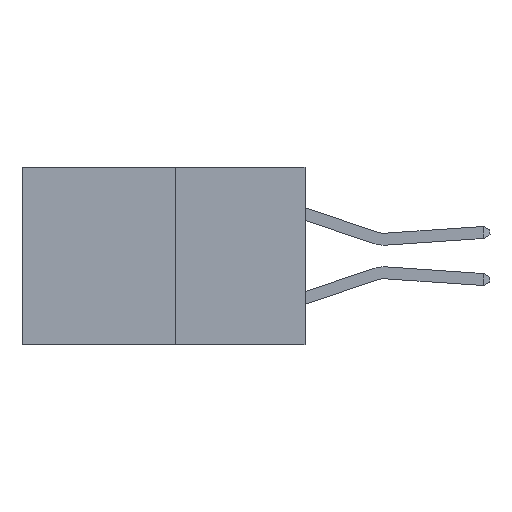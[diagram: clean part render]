
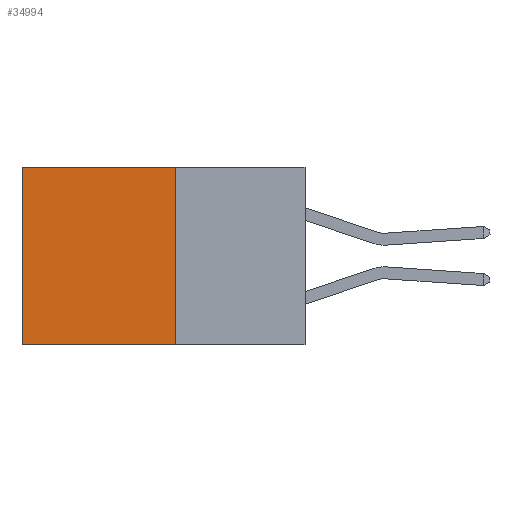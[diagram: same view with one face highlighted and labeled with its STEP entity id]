
A CAD part, left-side view. The second image highlights one B-rep face of the part: STEP entity #34994.
In plain terms, the highlighted planar face has unit normal (-1, 0, 0).
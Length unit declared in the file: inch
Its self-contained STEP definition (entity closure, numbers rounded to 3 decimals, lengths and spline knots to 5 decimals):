
#2351 = EDGE_CURVE ( 'NONE', #14878, #23121, #16660, .T. ) ;
#2429 = VECTOR ( 'NONE', #2876, 39.37008 ) ;
#2666 = ORIENTED_EDGE ( 'NONE', *, *, #14599, .T. ) ;
#2876 = DIRECTION ( 'NONE',  ( 0., 1., 0. ) ) ;
#3759 = CARTESIAN_POINT ( 'NONE',  ( 0.277, 0.27, 0. ) ) ;
#6556 = DIRECTION ( 'NONE',  ( 0., 1., 0. ) ) ;
#6794 = CARTESIAN_POINT ( 'NONE',  ( 0.277, 0.27, -0.37 ) ) ;
#7515 = CARTESIAN_POINT ( 'NONE',  ( 0.277, 0.59, -0.37 ) ) ;
#8128 = CARTESIAN_POINT ( 'NONE',  ( 0.277, 0.59, 0. ) ) ;
#8218 = VECTOR ( 'NONE', #6556, 39.37008 ) ;
#8246 = CARTESIAN_POINT ( 'NONE',  ( 0.277, 0.59, -0.37 ) ) ;
#8593 = EDGE_CURVE ( 'NONE', #21678, #17942, #17877, .T. ) ;
#9207 = VECTOR ( 'NONE', #33205, 39.37008 ) ;
#9462 = PLANE ( 'NONE',  #17578 ) ;
#10429 = VECTOR ( 'NONE', #26553, 39.37008 ) ;
#12090 = EDGE_LOOP ( 'NONE', ( #19144, #13249, #32070, #2666 ) ) ;
#12382 = DIRECTION ( 'NONE',  ( 0., 0., -1. ) ) ;
#13249 = ORIENTED_EDGE ( 'NONE', *, *, #17064, .F. ) ;
#14599 = EDGE_CURVE ( 'NONE', #21678, #14878, #16540, .T. ) ;
#14878 = VERTEX_POINT ( 'NONE', #8128 ) ;
#15287 = CARTESIAN_POINT ( 'NONE',  ( 0.277, 0.27, 0. ) ) ;
#16481 = CARTESIAN_POINT ( 'NONE',  ( 0.277, 0.27, -0.37 ) ) ;
#16540 = LINE ( 'NONE', #3759, #8218 ) ;
#16660 = LINE ( 'NONE', #8246, #9207 ) ;
#17064 = EDGE_CURVE ( 'NONE', #17942, #23121, #31942, .T. ) ;
#17578 = AXIS2_PLACEMENT_3D ( 'NONE', #6794, #29001, #12382 ) ;
#17877 = LINE ( 'NONE', #29203, #10429 ) ;
#17942 = VERTEX_POINT ( 'NONE', #16481 ) ;
#19144 = ORIENTED_EDGE ( 'NONE', *, *, #2351, .T. ) ;
#21678 = VERTEX_POINT ( 'NONE', #15287 ) ;
#22341 = CARTESIAN_POINT ( 'NONE',  ( 0.277, 0.27, -0.37 ) ) ;
#23121 = VERTEX_POINT ( 'NONE', #7515 ) ;
#26553 = DIRECTION ( 'NONE',  ( 0., 0., -1. ) ) ;
#29001 = DIRECTION ( 'NONE',  ( 1., 0., 0. ) ) ;
#29203 = CARTESIAN_POINT ( 'NONE',  ( 0.277, 0.27, -0.37 ) ) ;
#29311 = FACE_OUTER_BOUND ( 'NONE', #12090, .T. ) ;
#31942 = LINE ( 'NONE', #22341, #2429 ) ;
#32070 = ORIENTED_EDGE ( 'NONE', *, *, #8593, .F. ) ;
#33205 = DIRECTION ( 'NONE',  ( 0., 0., -1. ) ) ;
#34994 = ADVANCED_FACE ( 'NONE', ( #29311 ), #9462, .F. ) ;
